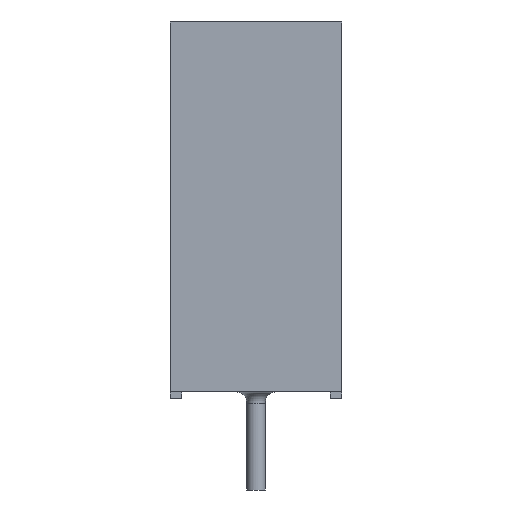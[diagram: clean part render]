
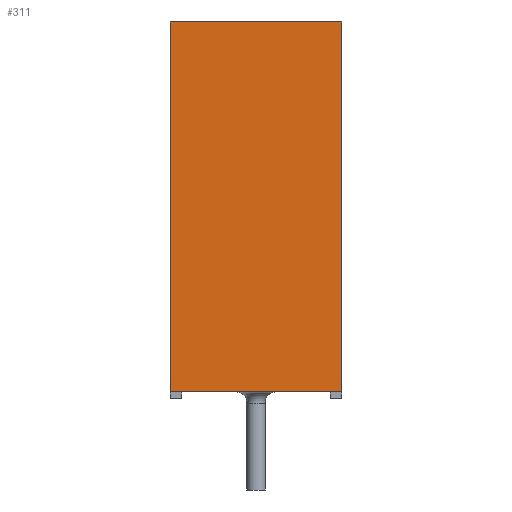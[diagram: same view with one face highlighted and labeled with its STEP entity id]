
A CAD part, left-side view. The second image highlights one B-rep face of the part: STEP entity #311.
In plain terms, the highlighted planar face has unit normal (-1, 0, 0).
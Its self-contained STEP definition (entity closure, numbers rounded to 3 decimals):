
#311 = ADVANCED_FACE( '', ( #814 ), #815, .F. );
#814 = FACE_OUTER_BOUND( '', #1554, .T. );
#815 = PLANE( '', #1555 );
#1554 = EDGE_LOOP( '', ( #2569, #2570, #2571, #2572 ) );
#1555 = AXIS2_PLACEMENT_3D( '', #2573, #2574, #2575 );
#2569 = ORIENTED_EDGE( '', *, *, #5094, .T. );
#2570 = ORIENTED_EDGE( '', *, *, #5095, .F. );
#2571 = ORIENTED_EDGE( '', *, *, #5096, .F. );
#2572 = ORIENTED_EDGE( '', *, *, #5097, .T. );
#2573 = CARTESIAN_POINT( '', ( -13., -3.75, 8.1 ) );
#2574 = DIRECTION( '', ( 1., 0., 0. ) );
#2575 = DIRECTION( '', ( 0., 0., -1. ) );
#5094 = EDGE_CURVE( '', #5997, #5998, #5999, .T. );
#5095 = EDGE_CURVE( '', #6000, #5998, #6001, .T. );
#5096 = EDGE_CURVE( '', #6002, #6000, #6003, .T. );
#5097 = EDGE_CURVE( '', #6002, #5997, #6004, .T. );
#5997 = VERTEX_POINT( '', #7579 );
#5998 = VERTEX_POINT( '', #7580 );
#5999 = LINE( '', #7581, #7582 );
#6000 = VERTEX_POINT( '', #7583 );
#6001 = LINE( '', #7584, #7585 );
#6002 = VERTEX_POINT( '', #7586 );
#6003 = LINE( '', #7587, #7588 );
#6004 = LINE( '', #7589, #7590 );
#7579 = CARTESIAN_POINT( '', ( -13., 3.75, 8.1 ) );
#7580 = CARTESIAN_POINT( '', ( -13., 3.75, -8.1 ) );
#7581 = CARTESIAN_POINT( '', ( -13., 3.75, 8.1 ) );
#7582 = VECTOR( '', #10209, 1000. );
#7583 = CARTESIAN_POINT( '', ( -13., -3.75, -8.1 ) );
#7584 = CARTESIAN_POINT( '', ( -13., -3.75, -8.1 ) );
#7585 = VECTOR( '', #10210, 1000. );
#7586 = CARTESIAN_POINT( '', ( -13., -3.75, 8.1 ) );
#7587 = CARTESIAN_POINT( '', ( -13., -3.75, 8.1 ) );
#7588 = VECTOR( '', #10211, 1000. );
#7589 = CARTESIAN_POINT( '', ( -13., -3.75, 8.1 ) );
#7590 = VECTOR( '', #10212, 1000. );
#10209 = DIRECTION( '', ( 0., 0., -1. ) );
#10210 = DIRECTION( '', ( 0., 1., 0. ) );
#10211 = DIRECTION( '', ( 0., 0., -1. ) );
#10212 = DIRECTION( '', ( 0., 1., 0. ) );
